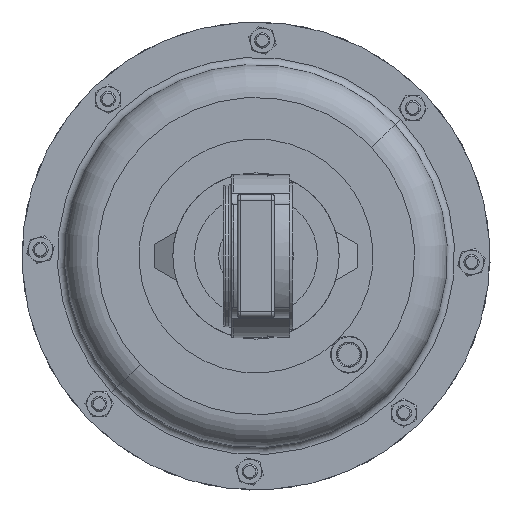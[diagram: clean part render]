
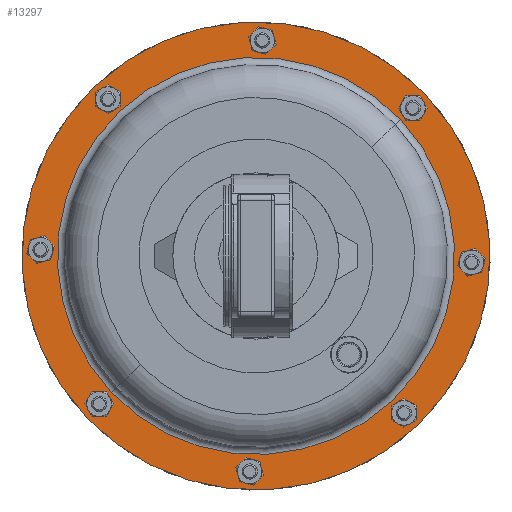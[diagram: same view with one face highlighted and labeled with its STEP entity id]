
A CAD part, front view. The second image highlights one B-rep face of the part: STEP entity #13297.
In plain terms, the highlighted planar face has unit normal (0, -1, 0).
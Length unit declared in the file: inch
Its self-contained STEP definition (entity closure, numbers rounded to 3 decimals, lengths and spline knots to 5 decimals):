
#932 = VERTEX_POINT ( 'NONE', #10583 ) ;
#1213 = DIRECTION ( 'NONE',  ( 0.727, 0., 0.686 ) ) ;
#1415 = AXIS2_PLACEMENT_3D ( 'NONE', #14740, #20498, #24502 ) ;
#1895 = AXIS2_PLACEMENT_3D ( 'NONE', #22142, #24060, #4908 ) ;
#3104 = VERTEX_POINT ( 'NONE', #6497 ) ;
#4196 = EDGE_CURVE ( 'NONE', #18403, #3104, #16199, .T. ) ;
#4625 = EDGE_LOOP ( 'NONE', ( #23788, #17900 ) ) ;
#4908 = DIRECTION ( 'NONE',  ( -0.727, 0., -0.686 ) ) ;
#5113 = DIRECTION ( 'NONE',  ( 0., 1., 0. ) ) ;
#6497 = CARTESIAN_POINT ( 'NONE',  ( 2.93098, 8.8175, 2.76445 ) ) ;
#7261 = CARTESIAN_POINT ( 'NONE',  ( 0., 8.8175, 0. ) ) ;
#8695 = PLANE ( 'NONE',  #1895 ) ;
#8792 = CARTESIAN_POINT ( 'NONE',  ( 0., 8.8175, 0. ) ) ;
#9190 = AXIS2_PLACEMENT_3D ( 'NONE', #20187, #5113, #12806 ) ;
#9206 = DIRECTION ( 'NONE',  ( 0.727, 0., 0.686 ) ) ;
#9236 = ORIENTED_EDGE ( 'NONE', *, *, #20252, .T. ) ;
#10583 = CARTESIAN_POINT ( 'NONE',  ( 3.45549, 8.8175, 3.25916 ) ) ;
#12806 = DIRECTION ( 'NONE',  ( 0.727, 0., 0.686 ) ) ;
#13297 = ADVANCED_FACE ( 'NONE', ( #23337, #13478 ), #8695, .T. ) ;
#13478 = FACE_OUTER_BOUND ( 'NONE', #4625, .T. ) ;
#14740 = CARTESIAN_POINT ( 'NONE',  ( 0., 8.8175, 0. ) ) ;
#15833 = ORIENTED_EDGE ( 'NONE', *, *, #4196, .T. ) ;
#16199 = CIRCLE ( 'NONE', #23977, 4.029 ) ;
#17131 = AXIS2_PLACEMENT_3D ( 'NONE', #7261, #20802, #9206 ) ;
#17900 = ORIENTED_EDGE ( 'NONE', *, *, #23957, .F. ) ;
#18093 = CIRCLE ( 'NONE', #1415, 4.029 ) ;
#18403 = VERTEX_POINT ( 'NONE', #21154 ) ;
#19678 = CIRCLE ( 'NONE', #9190, 4.75 ) ;
#20187 = CARTESIAN_POINT ( 'NONE',  ( 0., 8.8175, 0. ) ) ;
#20252 = EDGE_CURVE ( 'NONE', #3104, #18403, #18093, .T. ) ;
#20405 = DIRECTION ( 'NONE',  ( 0., 1., 0. ) ) ;
#20498 = DIRECTION ( 'NONE',  ( 0., 1., 0. ) ) ;
#20802 = DIRECTION ( 'NONE',  ( 0., 1., 0. ) ) ;
#21154 = CARTESIAN_POINT ( 'NONE',  ( -2.93098, 8.8175, -2.76445 ) ) ;
#21291 = CIRCLE ( 'NONE', #17131, 4.75 ) ;
#22048 = EDGE_CURVE ( 'NONE', #932, #23261, #19678, .T. ) ;
#22142 = CARTESIAN_POINT ( 'NONE',  ( 3.25916, 8.8175, -3.45549 ) ) ;
#23114 = CARTESIAN_POINT ( 'NONE',  ( -3.45549, 8.8175, -3.25916 ) ) ;
#23261 = VERTEX_POINT ( 'NONE', #23114 ) ;
#23337 = FACE_BOUND ( 'NONE', #23430, .T. ) ;
#23430 = EDGE_LOOP ( 'NONE', ( #9236, #15833 ) ) ;
#23788 = ORIENTED_EDGE ( 'NONE', *, *, #22048, .F. ) ;
#23957 = EDGE_CURVE ( 'NONE', #23261, #932, #21291, .T. ) ;
#23977 = AXIS2_PLACEMENT_3D ( 'NONE', #8792, #20405, #1213 ) ;
#24060 = DIRECTION ( 'NONE',  ( 0., -1., 0. ) ) ;
#24502 = DIRECTION ( 'NONE',  ( 0.727, 0., 0.686 ) ) ;
